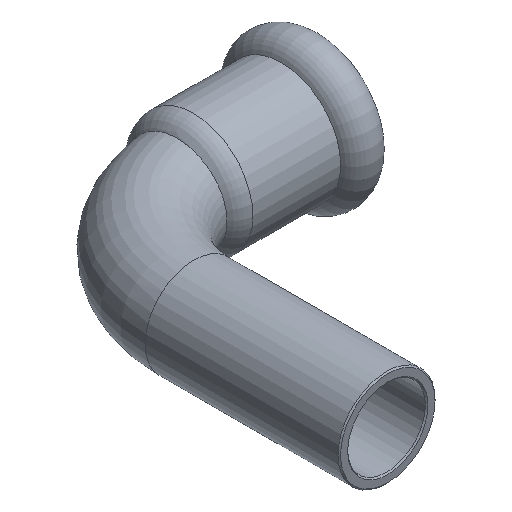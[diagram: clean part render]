
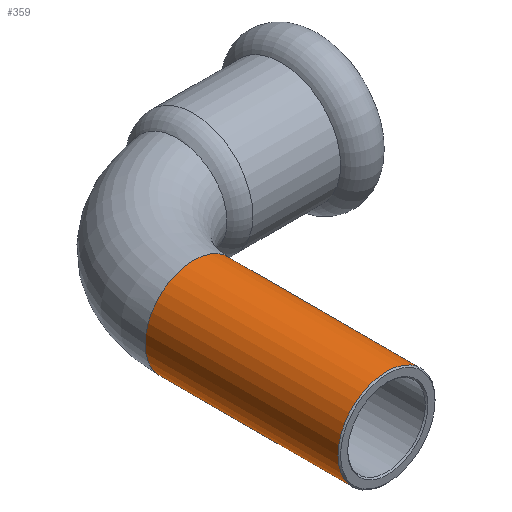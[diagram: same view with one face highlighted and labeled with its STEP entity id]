
A CAD part, isometric view. The second image highlights one B-rep face of the part: STEP entity #359.
In plain terms, the highlighted cylindrical face has radius 7.5 mm (diameter 15 mm), a full revolution.
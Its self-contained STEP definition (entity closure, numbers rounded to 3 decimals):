
#31=LINE('',#649,#40);
#40=VECTOR('',#529,7.5);
#47=CYLINDRICAL_SURFACE('',#423,7.5);
#58=FACE_OUTER_BOUND('',#76,.T.);
#76=EDGE_LOOP('',(#277,#278,#279,#280,#281,#282));
#110=CIRCLE('',#421,7.5);
#111=CIRCLE('',#422,7.5);
#112=CIRCLE('',#424,7.5);
#113=CIRCLE('',#425,7.5);
#151=VERTEX_POINT('',#640);
#152=VERTEX_POINT('',#641);
#153=VERTEX_POINT('',#646);
#154=VERTEX_POINT('',#647);
#199=EDGE_CURVE('',#151,#152,#110,.T.);
#200=EDGE_CURVE('',#152,#151,#111,.T.);
#202=EDGE_CURVE('',#153,#154,#112,.T.);
#203=EDGE_CURVE('',#154,#152,#31,.T.);
#204=EDGE_CURVE('',#154,#153,#113,.T.);
#277=ORIENTED_EDGE('',*,*,#202,.T.);
#278=ORIENTED_EDGE('',*,*,#203,.T.);
#279=ORIENTED_EDGE('',*,*,#199,.F.);
#280=ORIENTED_EDGE('',*,*,#200,.F.);
#281=ORIENTED_EDGE('',*,*,#203,.F.);
#282=ORIENTED_EDGE('',*,*,#204,.T.);
#359=ADVANCED_FACE('',(#58),#47,.T.);
#421=AXIS2_PLACEMENT_3D('',#642,#520,#521);
#422=AXIS2_PLACEMENT_3D('',#643,#522,#523);
#423=AXIS2_PLACEMENT_3D('',#645,#525,#526);
#424=AXIS2_PLACEMENT_3D('',#648,#527,#528);
#425=AXIS2_PLACEMENT_3D('',#650,#530,#531);
#520=DIRECTION('center_axis',(0.,-1.,0.));
#521=DIRECTION('ref_axis',(1.,0.,0.));
#522=DIRECTION('center_axis',(0.,-1.,0.));
#523=DIRECTION('ref_axis',(1.,0.,0.));
#525=DIRECTION('center_axis',(0.,1.,0.));
#526=DIRECTION('ref_axis',(-1.,0.,0.));
#527=DIRECTION('center_axis',(0.,-1.,0.));
#528=DIRECTION('ref_axis',(0.,0.,-1.));
#529=DIRECTION('',(0.,-1.,0.));
#530=DIRECTION('center_axis',(0.,-1.,0.));
#531=DIRECTION('ref_axis',(0.,0.,-1.));
#640=CARTESIAN_POINT('',(-45.5,-47.8,0.));
#641=CARTESIAN_POINT('',(-30.5,-47.8,0.));
#642=CARTESIAN_POINT('Origin',(-38.,-47.8,0.));
#643=CARTESIAN_POINT('Origin',(-38.,-47.8,0.));
#645=CARTESIAN_POINT('Origin',(-38.,-33.,0.));
#646=CARTESIAN_POINT('',(-45.5,-18.,0.));
#647=CARTESIAN_POINT('',(-30.5,-18.,0.));
#648=CARTESIAN_POINT('Origin',(-38.,-18.,0.));
#649=CARTESIAN_POINT('',(-30.5,-33.,0.));
#650=CARTESIAN_POINT('Origin',(-38.,-18.,0.));
